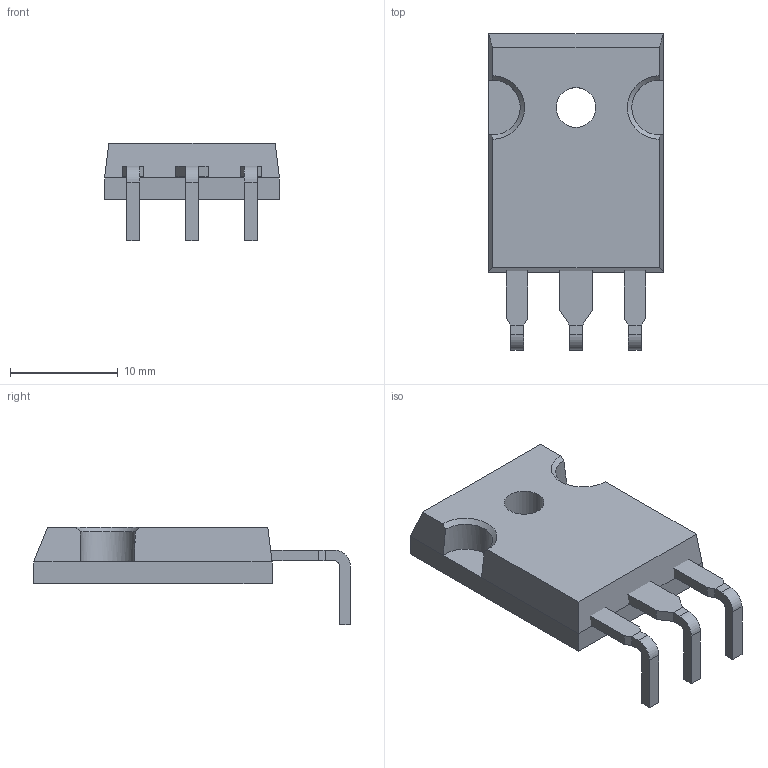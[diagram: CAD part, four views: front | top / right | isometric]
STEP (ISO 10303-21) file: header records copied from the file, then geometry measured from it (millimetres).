
FILE_DESCRIPTION(/* description */ (''),/* implementation_level */ '2;1');
FILE_NAME(/* name */ 'TO-247-H.stp',/* time_stamp */ '2016-02-25T11:22:47+01:00',/* author */ ('riccim'),/* organization */ (''),/* preprocessor_version */ 'ST-DEVELOPER v15.5',/* originating_system */ 'AutoCAD Mechanical',/* authorisation */ '');
FILE_SCHEMA (('AUTOMOTIVE_DESIGN { 1 0 10303 214 3 1 1 }'));
Length unit declared in the file: millimetre
Products named in the file (1): Product
Bounding box: 16.2 x 29.36 x 9 mm (x, y, z)
Volume: 1727.6 mm3; surface area: 1778.6 mm2
Topology: 8 solids, 8 shells, 95 faces, 223 edges, 146 vertices
Faces by surface type: plane 82, cylinder 11, cone 2
Full cylindrical faces by diameter (mm): 3.68 x1, 7 x2
Entity records: 2702 total; most frequent: CARTESIAN_POINT 470, ORIENTED_EDGE 440, DIRECTION 436, EDGE_CURVE 220, LINE 188, VECTOR 188, VERTEX_POINT 146, AXIS2_PLACEMENT_3D 124
